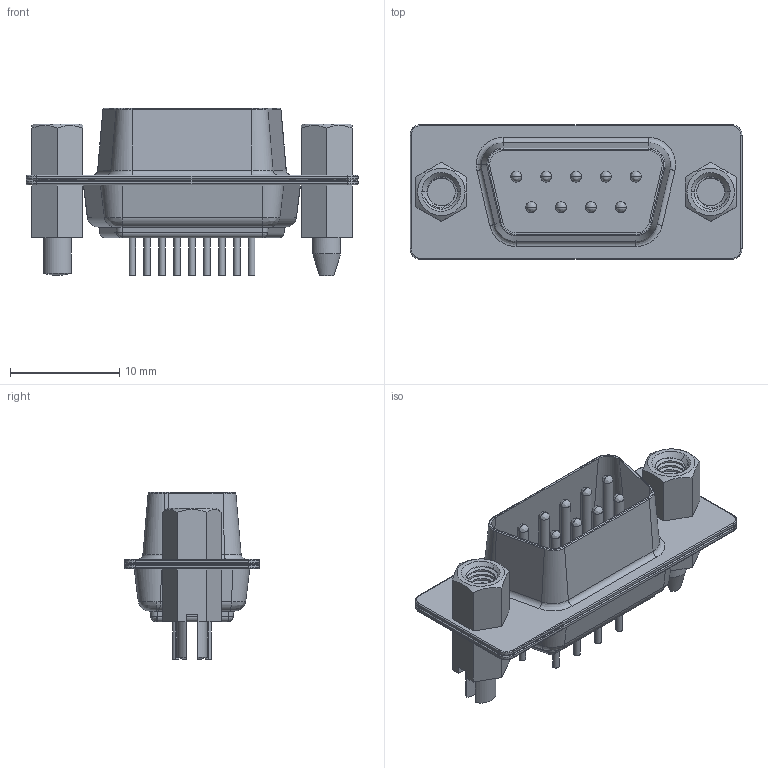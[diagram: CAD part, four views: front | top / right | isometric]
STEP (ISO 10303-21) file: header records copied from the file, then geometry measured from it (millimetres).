
FILE_DESCRIPTION(('Open CASCADE Model'),'2;1');
FILE_NAME('Open CASCADE Shape Model','2025-10-22T21:43:46',('Author'),( 'Open CASCADE'),'Open CASCADE STEP processor 7.9','Open CASCADE 7.9' ,'Unknown');
FILE_SCHEMA(('AUTOMOTIVE_DESIGN { 1 0 10303 214 1 1 1 1 }'));
Length unit declared in the file: millimetre
Products named in the file (1): COMPOUND
Bounding box: 30.37 x 12.32 x 15.28 mm (x, y, z)
Volume: 1550 mm3; surface area: 2347.7 mm2
Topology: 1 solids, 1 shells, 634 faces, 1663 edges, 1067 vertices
Faces by surface type: bspline 634
Entity records: 26826 total; most frequent: CARTESIAN_POINT 12784, ORIENTED_EDGE 3288, EDGE_CURVE 1644, B_SPLINE_CURVE_WITH_KNOTS 1187, VERTEX_POINT 1065, FACE_BOUND 687, EDGE_LOOP 687, PRESENTATION_STYLE_ASSIGNMENT 635
